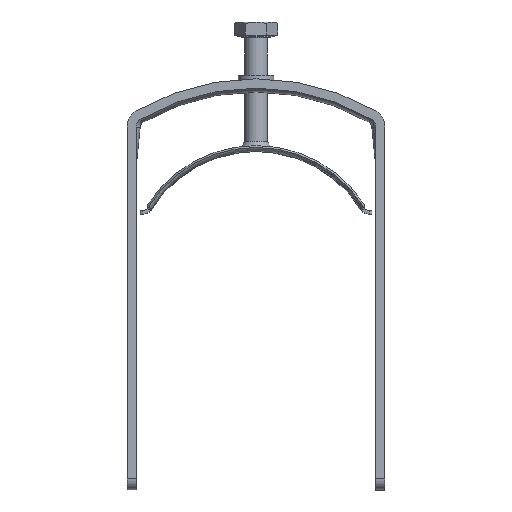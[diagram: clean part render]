
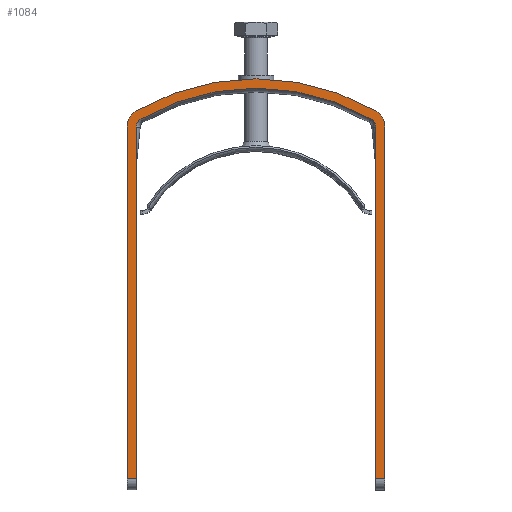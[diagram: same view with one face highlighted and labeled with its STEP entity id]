
A CAD part, top view. The second image highlights one B-rep face of the part: STEP entity #1084.
In plain terms, the highlighted face is planar.
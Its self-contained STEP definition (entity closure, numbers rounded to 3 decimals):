
#248 = AXIS2_PLACEMENT_3D ( 'NONE', #3053, #3061, #3062 ) ;
#334 = ORIENTED_EDGE ( 'NONE', *, *, #4018, .F. ) ;
#335 = ORIENTED_EDGE ( 'NONE', *, *, #4016, .T. ) ;
#336 = ORIENTED_EDGE ( 'NONE', *, *, #4017, .F. ) ;
#337 = ORIENTED_EDGE ( 'NONE', *, *, #4057, .F. ) ;
#338 = ORIENTED_EDGE ( 'NONE', *, *, #4045, .F. ) ;
#340 = ORIENTED_EDGE ( 'NONE', *, *, #4026, .T. ) ;
#341 = ORIENTED_EDGE ( 'NONE', *, *, #4044, .F. ) ;
#1084 = ADVANCED_FACE ( 'NONE', ( #2504 ), #3058, .F. ) ;
#1230 = ORIENTED_EDGE ( 'NONE', *, *, #4061, .T. ) ;
#1269 = ORIENTED_EDGE ( 'NONE', *, *, #4015, .T. ) ;
#1306 = ORIENTED_EDGE ( 'NONE', *, *, #4059, .T. ) ;
#1340 = ORIENTED_EDGE ( 'NONE', *, *, #4054, .T. ) ;
#1437 = EDGE_LOOP ( 'NONE', ( #340, #336, #338, #334, #337, #341, #335, #1269, #1340, #1306, #1230, #2105 ) ) ;
#1438 = VERTEX_POINT ( 'NONE', #3448 ) ;
#1440 = VERTEX_POINT ( 'NONE', #3442 ) ;
#1441 = VERTEX_POINT ( 'NONE', #3445 ) ;
#1444 = VERTEX_POINT ( 'NONE', #3450 ) ;
#2105 = ORIENTED_EDGE ( 'NONE', *, *, #4043, .T. ) ;
#2118 = CIRCLE ( 'NONE', #3831, 2.5 ) ;
#2120 = CIRCLE ( 'NONE', #3830, 61.5 ) ;
#2121 = CIRCLE ( 'NONE', #3829, 5. ) ;
#2138 = VECTOR ( 'NONE', #4826, 1000. ) ;
#2139 = CIRCLE ( 'NONE', #3826, 5. ) ;
#2140 = VECTOR ( 'NONE', #4824, 1000. ) ;
#2141 = LINE ( 'NONE', #4825, #2138 ) ;
#2143 = CIRCLE ( 'NONE', #3827, 2.5 ) ;
#2144 = LINE ( 'NONE', #4819, #2140 ) ;
#2166 = VECTOR ( 'NONE', #4783, 1000. ) ;
#2168 = LINE ( 'NONE', #4782, #2166 ) ;
#2180 = VECTOR ( 'NONE', #4761, 1000. ) ;
#2182 = VECTOR ( 'NONE', #4758, 1000. ) ;
#2183 = LINE ( 'NONE', #4759, #2180 ) ;
#2184 = VECTOR ( 'NONE', #4745, 1000. ) ;
#2185 = CIRCLE ( 'NONE', #3818, 64. ) ;
#2186 = LINE ( 'NONE', #4744, #2184 ) ;
#2199 = LINE ( 'NONE', #4753, #2182 ) ;
#2504 = FACE_OUTER_BOUND ( 'NONE', #1437, .T. ) ;
#2738 = VERTEX_POINT ( 'NONE', #3595 ) ;
#2739 = VERTEX_POINT ( 'NONE', #3596 ) ;
#2740 = VERTEX_POINT ( 'NONE', #3597 ) ;
#2744 = VERTEX_POINT ( 'NONE', #3601 ) ;
#2745 = VERTEX_POINT ( 'NONE', #3602 ) ;
#2746 = VERTEX_POINT ( 'NONE', #3603 ) ;
#2748 = VERTEX_POINT ( 'NONE', #3605 ) ;
#2749 = VERTEX_POINT ( 'NONE', #3606 ) ;
#3053 = CARTESIAN_POINT ( 'NONE',  ( 29.5, 12.905, -12.5 ) ) ;
#3058 = PLANE ( 'NONE',  #248 ) ;
#3061 = DIRECTION ( 'NONE',  ( 0., 0., 1. ) ) ;
#3062 = DIRECTION ( 'NONE',  ( 1., 0., 0. ) ) ;
#3442 = CARTESIAN_POINT ( 'NONE',  ( -30.75, 10.739, -12.5 ) ) ;
#3445 = CARTESIAN_POINT ( 'NONE',  ( 30.75, 10.739, -12.5 ) ) ;
#3448 = CARTESIAN_POINT ( 'NONE',  ( 32., 12.905, -12.5 ) ) ;
#3450 = CARTESIAN_POINT ( 'NONE',  ( -32., 12.905, -12.5 ) ) ;
#3595 = CARTESIAN_POINT ( 'NONE',  ( 34.5, 107., -12.5 ) ) ;
#3596 = CARTESIAN_POINT ( 'NONE',  ( -32., 107., -12.5 ) ) ;
#3597 = CARTESIAN_POINT ( 'NONE',  ( -32., 8.574, -12.5 ) ) ;
#3601 = CARTESIAN_POINT ( 'NONE',  ( -34.5, 107., -12.5 ) ) ;
#3602 = CARTESIAN_POINT ( 'NONE',  ( 32., 107., -12.5 ) ) ;
#3603 = CARTESIAN_POINT ( 'NONE',  ( 32., 8.574, -12.5 ) ) ;
#3605 = CARTESIAN_POINT ( 'NONE',  ( 34.5, 12.905, -12.5 ) ) ;
#3606 = CARTESIAN_POINT ( 'NONE',  ( -34.5, 12.905, -12.5 ) ) ;
#3818 = AXIS2_PLACEMENT_3D ( 'NONE', #4764, #4765, #4766 ) ;
#3826 = AXIS2_PLACEMENT_3D ( 'NONE', #4829, #4830, #4831 ) ;
#3827 = AXIS2_PLACEMENT_3D ( 'NONE', #4851, #4852, #4853 ) ;
#3829 = AXIS2_PLACEMENT_3D ( 'NONE', #4860, #4861, #4862 ) ;
#3830 = AXIS2_PLACEMENT_3D ( 'NONE', #4867, #4868, #4869 ) ;
#3831 = AXIS2_PLACEMENT_3D ( 'NONE', #4871, #4872, #4873 ) ;
#4015 = EDGE_CURVE ( 'NONE', #2739, #1444, #2186, .T. ) ;
#4016 = EDGE_CURVE ( 'NONE', #2744, #2739, #2199, .T. ) ;
#4017 = EDGE_CURVE ( 'NONE', #2748, #2738, #2183, .T. ) ;
#4018 = EDGE_CURVE ( 'NONE', #2740, #2746, #2185, .T. ) ;
#4026 = EDGE_CURVE ( 'NONE', #2745, #2738, #2168, .T. ) ;
#4043 = EDGE_CURVE ( 'NONE', #1438, #2745, #2144, .T. ) ;
#4044 = EDGE_CURVE ( 'NONE', #2744, #2749, #2141, .T. ) ;
#4045 = EDGE_CURVE ( 'NONE', #2746, #2748, #2139, .T. ) ;
#4054 = EDGE_CURVE ( 'NONE', #1444, #1440, #2143, .T. ) ;
#4057 = EDGE_CURVE ( 'NONE', #2749, #2740, #2121, .T. ) ;
#4059 = EDGE_CURVE ( 'NONE', #1440, #1441, #2120, .T. ) ;
#4061 = EDGE_CURVE ( 'NONE', #1441, #1438, #2118, .T. ) ;
#4744 = CARTESIAN_POINT ( 'NONE',  ( -32., 113., -12.5 ) ) ;
#4745 = DIRECTION ( 'NONE',  ( 0., -1., 0. ) ) ;
#4753 = CARTESIAN_POINT ( 'NONE',  ( -34.556, 107., -12.5 ) ) ;
#4758 = DIRECTION ( 'NONE',  ( 1., 0., 0. ) ) ;
#4759 = CARTESIAN_POINT ( 'NONE',  ( 34.5, 113., -12.5 ) ) ;
#4761 = DIRECTION ( 'NONE',  ( 0., 1., 0. ) ) ;
#4764 = CARTESIAN_POINT ( 'NONE',  ( 0., 64., -12.5 ) ) ;
#4765 = DIRECTION ( 'NONE',  ( 0., 0., 1. ) ) ;
#4766 = DIRECTION ( 'NONE',  ( 1., 0., 0. ) ) ;
#4782 = CARTESIAN_POINT ( 'NONE',  ( -34.556, 107., -12.5 ) ) ;
#4783 = DIRECTION ( 'NONE',  ( 1., 0., 0. ) ) ;
#4819 = CARTESIAN_POINT ( 'NONE',  ( 32., 113., -12.5 ) ) ;
#4824 = DIRECTION ( 'NONE',  ( 0., 1., 0. ) ) ;
#4825 = CARTESIAN_POINT ( 'NONE',  ( -34.5, 113., -12.5 ) ) ;
#4826 = DIRECTION ( 'NONE',  ( 0., -1., 0. ) ) ;
#4829 = CARTESIAN_POINT ( 'NONE',  ( 29.5, 12.905, -12.5 ) ) ;
#4830 = DIRECTION ( 'NONE',  ( 0., 0., 1. ) ) ;
#4831 = DIRECTION ( 'NONE',  ( 1., 0., 0. ) ) ;
#4851 = CARTESIAN_POINT ( 'NONE',  ( -29.5, 12.905, -12.5 ) ) ;
#4852 = DIRECTION ( 'NONE',  ( 0., 0., 1. ) ) ;
#4853 = DIRECTION ( 'NONE',  ( 1., 0., 0. ) ) ;
#4860 = CARTESIAN_POINT ( 'NONE',  ( -29.5, 12.905, -12.5 ) ) ;
#4861 = DIRECTION ( 'NONE',  ( 0., 0., 1. ) ) ;
#4862 = DIRECTION ( 'NONE',  ( -1., 0., 0. ) ) ;
#4867 = CARTESIAN_POINT ( 'NONE',  ( 0., 64., -12.5 ) ) ;
#4868 = DIRECTION ( 'NONE',  ( 0., 0., 1. ) ) ;
#4869 = DIRECTION ( 'NONE',  ( 1., 0., 0. ) ) ;
#4871 = CARTESIAN_POINT ( 'NONE',  ( 29.5, 12.905, -12.5 ) ) ;
#4872 = DIRECTION ( 'NONE',  ( 0., 0., 1. ) ) ;
#4873 = DIRECTION ( 'NONE',  ( 1., 0., 0. ) ) ;
